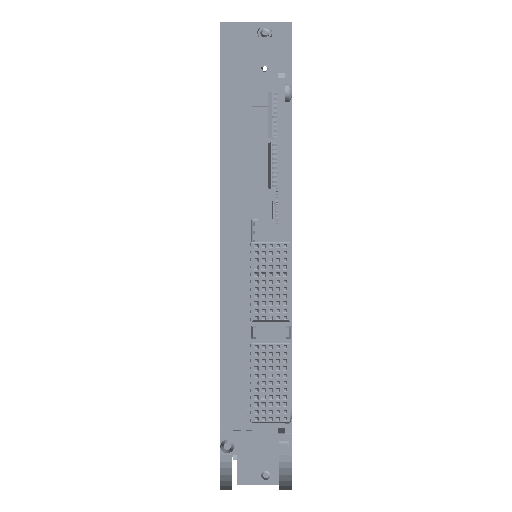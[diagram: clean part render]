
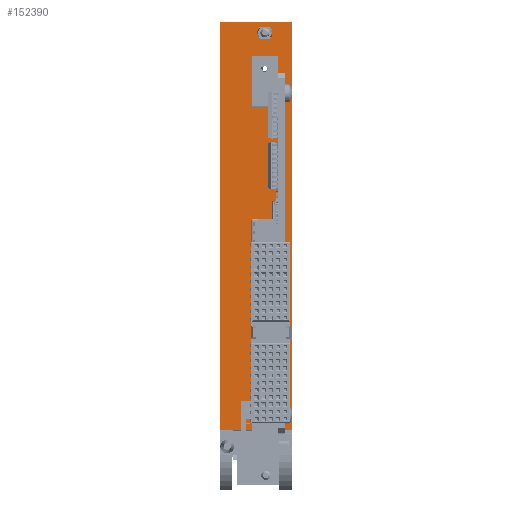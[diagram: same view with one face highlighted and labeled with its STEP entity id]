
A CAD part, top view. The second image highlights one B-rep face of the part: STEP entity #152390.
In plain terms, the highlighted planar face has unit normal (0, 0, 1).
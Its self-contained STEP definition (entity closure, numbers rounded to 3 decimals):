
#12979 = EDGE_CURVE ( 'NONE', #280353, #220308, #143612, .T. ) ;
#21285 = VERTEX_POINT ( 'NONE', #22400 ) ;
#22400 = CARTESIAN_POINT ( 'NONE',  ( -19.306, -20.381, 16.025 ) ) ;
#26817 = CARTESIAN_POINT ( 'NONE',  ( -16.806, 76.119, 16.025 ) ) ;
#29940 = VERTEX_POINT ( 'NONE', #26817 ) ;
#30914 = CARTESIAN_POINT ( 'NONE',  ( -27.956, 88.919, 16.025 ) ) ;
#31131 = CARTESIAN_POINT ( 'NONE',  ( -27.956, -23.981, 16.025 ) ) ;
#47975 = CIRCLE ( 'NONE', #230563, 2.5 ) ;
#57708 = EDGE_CURVE ( 'NONE', #29940, #29940, #263386, .T. ) ;
#59646 = EDGE_CURVE ( 'NONE', #221674, #136928, #47975, .T. ) ;
#63553 = ORIENTED_EDGE ( 'NONE', *, *, #57708, .T. ) ;
#63559 = ORIENTED_EDGE ( 'NONE', *, *, #59646, .T. ) ;
#63565 = ORIENTED_EDGE ( 'NONE', *, *, #191821, .T. ) ;
#63571 = ORIENTED_EDGE ( 'NONE', *, *, #191791, .T. ) ;
#63577 = ORIENTED_EDGE ( 'NONE', *, *, #191564, .T. ) ;
#63582 = ORIENTED_EDGE ( 'NONE', *, *, #191530, .T. ) ;
#63589 = ORIENTED_EDGE ( 'NONE', *, *, #130765, .F. ) ;
#63595 = ORIENTED_EDGE ( 'NONE', *, *, #12979, .F. ) ;
#63600 = ORIENTED_EDGE ( 'NONE', *, *, #190354, .F. ) ;
#63607 = ORIENTED_EDGE ( 'NONE', *, *, #191105, .F. ) ;
#69414 = CARTESIAN_POINT ( 'NONE',  ( -16.877, 84.419, 16.025 ) ) ;
#69768 = CARTESIAN_POINT ( 'NONE',  ( -16.877, 87.619, 16.025 ) ) ;
#69937 = CARTESIAN_POINT ( 'NONE',  ( -7.956, 88.919, 16.025 ) ) ;
#71066 = CARTESIAN_POINT ( 'NONE',  ( -14.035, 87.619, 16.025 ) ) ;
#79533 = CARTESIAN_POINT ( 'NONE',  ( -14.956, 86.019, 16.025 ) ) ;
#79535 = DIRECTION ( 'NONE',  ( 0., 0., -1. ) ) ;
#79538 = DIRECTION ( 'NONE',  ( -1., 0., 0. ) ) ;
#79591 = CARTESIAN_POINT ( 'NONE',  ( -14.035, 84.419, 16.025 ) ) ;
#79613 = DIRECTION ( 'NONE',  ( -1., 0., 0. ) ) ;
#82668 = CARTESIAN_POINT ( 'NONE',  ( -15.956, 86.019, 16.025 ) ) ;
#82673 = DIRECTION ( 'NONE',  ( 0., 0., -1. ) ) ;
#82678 = DIRECTION ( 'NONE',  ( 1., 0., 0. ) ) ;
#85622 = CARTESIAN_POINT ( 'NONE',  ( -27.956, -23.981, 16.025 ) ) ;
#85655 = DIRECTION ( 'NONE',  ( 0., 1., 0. ) ) ;
#87121 = CARTESIAN_POINT ( 'NONE',  ( -7.956, -23.981, 16.025 ) ) ;
#87127 = DIRECTION ( 'NONE',  ( -1., 0., 0. ) ) ;
#87435 = CARTESIAN_POINT ( 'NONE',  ( -17.956, -20.381, 16.025 ) ) ;
#87436 = DIRECTION ( 'NONE',  ( 0., 0., -1. ) ) ;
#87437 = DIRECTION ( 'NONE',  ( -1., 0., 0. ) ) ;
#87451 = CARTESIAN_POINT ( 'NONE',  ( -14.035, 87.619, 16.025 ) ) ;
#87454 = DIRECTION ( 'NONE',  ( 1., 0., 0. ) ) ;
#87712 = LINE ( 'NONE', #85622, #87713 ) ;
#87713 = VECTOR ( 'NONE', #85655, 1000. ) ;
#88005 = LINE ( 'NONE', #87121, #88007 ) ;
#88007 = VECTOR ( 'NONE', #87127, 1000. ) ;
#88358 = CIRCLE ( 'NONE', #288339, 1.35 ) ;
#88406 = LINE ( 'NONE', #87451, #88415 ) ;
#88415 = VECTOR ( 'NONE', #87454, 1000. ) ;
#88603 = CIRCLE ( 'NONE', #288349, 2.5 ) ;
#88631 = LINE ( 'NONE', #79591, #88640 ) ;
#88640 = VECTOR ( 'NONE', #79613, 1000. ) ;
#95316 = EDGE_LOOP ( 'NONE', ( #63582 ) ) ;
#95994 = EDGE_LOOP ( 'NONE', ( #63589, #63595, #63600, #63607 ) ) ;
#96004 = EDGE_LOOP ( 'NONE', ( #63553 ) ) ;
#96009 = EDGE_LOOP ( 'NONE', ( #63559, #63565, #63571, #63577 ) ) ;
#130765 = EDGE_CURVE ( 'NONE', #220308, #137208, #168531, .T. ) ;
#136928 = VERTEX_POINT ( 'NONE', #158054 ) ;
#137208 = VERTEX_POINT ( 'NONE', #160081 ) ;
#143612 = LINE ( 'NONE', #253721, #143633 ) ;
#143633 = VECTOR ( 'NONE', #253667, 1000. ) ;
#148087 = FACE_BOUND ( 'NONE', #96004, .T. ) ;
#148090 = FACE_BOUND ( 'NONE', #95316, .T. ) ;
#148095 = FACE_OUTER_BOUND ( 'NONE', #95994, .T. ) ;
#148097 = FACE_BOUND ( 'NONE', #96009, .T. ) ;
#150395 = PLANE ( 'NONE',  #201538 ) ;
#150419 = CARTESIAN_POINT ( 'NONE',  ( -7.956, 88.919, 16.025 ) ) ;
#150422 = DIRECTION ( 'NONE',  ( 0., 0., 1. ) ) ;
#150425 = DIRECTION ( 'NONE',  ( 1., 0., 0. ) ) ;
#152390 = ADVANCED_FACE ( 'NONE', ( #148087, #148097, #148090, #148095 ), #150395, .T. ) ;
#158054 = CARTESIAN_POINT ( 'NONE',  ( -14.035, 84.419, 16.025 ) ) ;
#160081 = CARTESIAN_POINT ( 'NONE',  ( -7.956, -23.981, 16.025 ) ) ;
#168531 = LINE ( 'NONE', #172593, #168540 ) ;
#168540 = VECTOR ( 'NONE', #172602, 1000. ) ;
#172593 = CARTESIAN_POINT ( 'NONE',  ( -7.956, -23.981, 16.025 ) ) ;
#172602 = DIRECTION ( 'NONE',  ( 0., -1., 0. ) ) ;
#190354 = EDGE_CURVE ( 'NONE', #280794, #280353, #87712, .T. ) ;
#191105 = EDGE_CURVE ( 'NONE', #137208, #280794, #88005, .T. ) ;
#191530 = EDGE_CURVE ( 'NONE', #21285, #21285, #88358, .T. ) ;
#191564 = EDGE_CURVE ( 'NONE', #220227, #221674, #88406, .T. ) ;
#191791 = EDGE_CURVE ( 'NONE', #220020, #220227, #88603, .T. ) ;
#191821 = EDGE_CURVE ( 'NONE', #136928, #220020, #88631, .T. ) ;
#201538 = AXIS2_PLACEMENT_3D ( 'NONE', #150419, #150422, #150425 ) ;
#220020 = VERTEX_POINT ( 'NONE', #69414 ) ;
#220227 = VERTEX_POINT ( 'NONE', #69768 ) ;
#220308 = VERTEX_POINT ( 'NONE', #69937 ) ;
#221674 = VERTEX_POINT ( 'NONE', #71066 ) ;
#229883 = AXIS2_PLACEMENT_3D ( 'NONE', #259294, #259296, #259298 ) ;
#230563 = AXIS2_PLACEMENT_3D ( 'NONE', #82668, #82673, #82678 ) ;
#253667 = DIRECTION ( 'NONE',  ( 1., 0., 0. ) ) ;
#253721 = CARTESIAN_POINT ( 'NONE',  ( -7.956, 88.919, 16.025 ) ) ;
#259294 = CARTESIAN_POINT ( 'NONE',  ( -15.456, 76.119, 16.025 ) ) ;
#259296 = DIRECTION ( 'NONE',  ( 0., 0., -1. ) ) ;
#259298 = DIRECTION ( 'NONE',  ( -1., 0., 0. ) ) ;
#263386 = CIRCLE ( 'NONE', #229883, 1.35 ) ;
#280353 = VERTEX_POINT ( 'NONE', #30914 ) ;
#280794 = VERTEX_POINT ( 'NONE', #31131 ) ;
#288339 = AXIS2_PLACEMENT_3D ( 'NONE', #87435, #87436, #87437 ) ;
#288349 = AXIS2_PLACEMENT_3D ( 'NONE', #79533, #79535, #79538 ) ;
